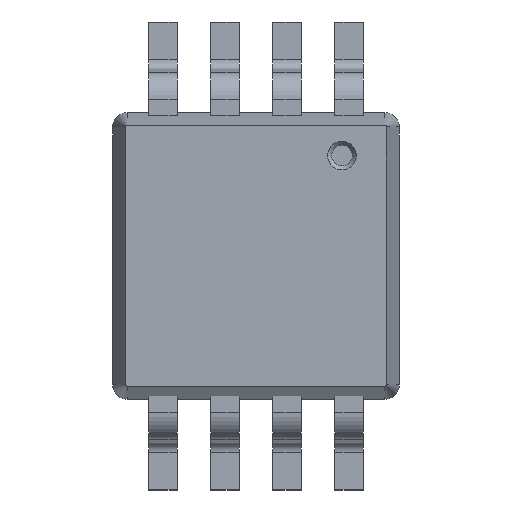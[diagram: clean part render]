
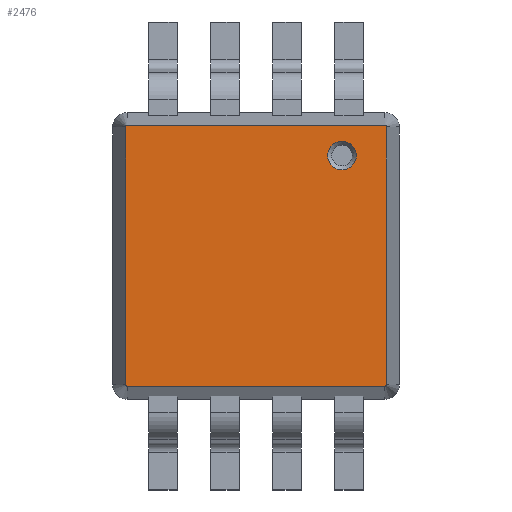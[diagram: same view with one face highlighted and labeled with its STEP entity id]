
A CAD part, top view. The second image highlights one B-rep face of the part: STEP entity #2476.
In plain terms, the highlighted planar face has unit normal (0, 0, 1).
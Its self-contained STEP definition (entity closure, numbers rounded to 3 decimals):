
#50=FACE_BOUND('',#277,.T.);
#60=PLANE('',#2631);
#152=FACE_OUTER_BOUND('',#276,.T.);
#276=EDGE_LOOP('',(#1752,#1753,#1754,#1755,#1756,#1757,#1758,#1759));
#277=EDGE_LOOP('',(#1760,#1761));
#406=LINE('',#3552,#683);
#450=LINE('',#3655,#727);
#465=LINE('',#3683,#742);
#467=LINE('',#3689,#744);
#683=VECTOR('',#2843,1.);
#727=VECTOR('',#2929,1.);
#742=VECTOR('',#2950,1.);
#744=VECTOR('',#2958,1.);
#939=CIRCLE('',#2600,0.15);
#940=CIRCLE('',#2601,0.15);
#949=CIRCLE('',#2621,0.016);
#950=CIRCLE('',#2623,0.016);
#951=CIRCLE('',#2626,0.016);
#952=CIRCLE('',#2629,0.016);
#1019=VERTEX_POINT('',#3500);
#1020=VERTEX_POINT('',#3502);
#1042=VERTEX_POINT('',#3549);
#1043=VERTEX_POINT('',#3551);
#1079=VERTEX_POINT('',#3645);
#1080=VERTEX_POINT('',#3649);
#1081=VERTEX_POINT('',#3653);
#1082=VERTEX_POINT('',#3657);
#1091=VERTEX_POINT('',#3681);
#1092=VERTEX_POINT('',#3685);
#1256=EDGE_CURVE('',#1019,#1020,#939,.T.);
#1257=EDGE_CURVE('',#1020,#1019,#940,.T.);
#1280=EDGE_CURVE('',#1043,#1042,#406,.T.);
#1329=EDGE_CURVE('',#1079,#1043,#949,.T.);
#1332=EDGE_CURVE('',#1042,#1080,#950,.T.);
#1334=EDGE_CURVE('',#1080,#1081,#450,.T.);
#1336=EDGE_CURVE('',#1081,#1082,#951,.T.);
#1350=EDGE_CURVE('',#1082,#1091,#465,.T.);
#1352=EDGE_CURVE('',#1091,#1092,#952,.T.);
#1353=EDGE_CURVE('',#1092,#1079,#467,.T.);
#1752=ORIENTED_EDGE('',*,*,#1329,.T.);
#1753=ORIENTED_EDGE('',*,*,#1280,.T.);
#1754=ORIENTED_EDGE('',*,*,#1332,.T.);
#1755=ORIENTED_EDGE('',*,*,#1334,.T.);
#1756=ORIENTED_EDGE('',*,*,#1336,.T.);
#1757=ORIENTED_EDGE('',*,*,#1350,.T.);
#1758=ORIENTED_EDGE('',*,*,#1352,.T.);
#1759=ORIENTED_EDGE('',*,*,#1353,.T.);
#1760=ORIENTED_EDGE('',*,*,#1257,.F.);
#1761=ORIENTED_EDGE('',*,*,#1256,.F.);
#2476=ADVANCED_FACE('',(#152,#50),#60,.F.);
#2600=AXIS2_PLACEMENT_3D('',#3503,#2813,#2814);
#2601=AXIS2_PLACEMENT_3D('',#3504,#2815,#2816);
#2621=AXIS2_PLACEMENT_3D('',#3646,#2918,#2919);
#2623=AXIS2_PLACEMENT_3D('',#3651,#2924,#2925);
#2626=AXIS2_PLACEMENT_3D('',#3659,#2933,#2934);
#2629=AXIS2_PLACEMENT_3D('',#3687,#2954,#2955);
#2631=AXIS2_PLACEMENT_3D('',#3690,#2959,#2960);
#2813=DIRECTION('center_axis',(0.,0.,1.));
#2814=DIRECTION('ref_axis',(1.,0.,0.));
#2815=DIRECTION('center_axis',(0.,0.,1.));
#2816=DIRECTION('ref_axis',(1.,0.,0.));
#2843=DIRECTION('',(0.,-1.,0.));
#2918=DIRECTION('center_axis',(0.,0.,1.));
#2919=DIRECTION('ref_axis',(-1.,0.,0.));
#2924=DIRECTION('center_axis',(0.,0.,1.));
#2925=DIRECTION('ref_axis',(-1.,0.,0.));
#2929=DIRECTION('',(1.,0.,0.));
#2933=DIRECTION('center_axis',(0.,0.,1.));
#2934=DIRECTION('ref_axis',(-1.,0.,0.));
#2950=DIRECTION('',(0.,1.,0.));
#2954=DIRECTION('center_axis',(0.,0.,1.));
#2955=DIRECTION('ref_axis',(-1.,0.,0.));
#2958=DIRECTION('',(-1.,0.,0.));
#2959=DIRECTION('center_axis',(0.,0.,-1.));
#2960=DIRECTION('ref_axis',(-1.,0.,0.));
#3500=CARTESIAN_POINT('',(-1.2,0.9,1.15));
#3502=CARTESIAN_POINT('',(-0.9,0.9,1.15));
#3503=CARTESIAN_POINT('Origin',(-1.05,0.9,1.15));
#3504=CARTESIAN_POINT('Origin',(-1.05,0.9,1.15));
#3549=CARTESIAN_POINT('',(-1.366,-1.35,1.15));
#3551=CARTESIAN_POINT('',(-1.366,1.35,1.15));
#3552=CARTESIAN_POINT('',(-1.366,1.35,1.15));
#3645=CARTESIAN_POINT('',(-1.35,1.366,1.15));
#3646=CARTESIAN_POINT('Origin',(-1.35,1.35,1.15));
#3649=CARTESIAN_POINT('',(-1.35,-1.366,1.15));
#3651=CARTESIAN_POINT('Origin',(-1.35,-1.35,1.15));
#3653=CARTESIAN_POINT('',(1.35,-1.366,1.15));
#3655=CARTESIAN_POINT('',(-1.35,-1.366,1.15));
#3657=CARTESIAN_POINT('',(1.366,-1.35,1.15));
#3659=CARTESIAN_POINT('Origin',(1.35,-1.35,1.15));
#3681=CARTESIAN_POINT('',(1.366,1.35,1.15));
#3683=CARTESIAN_POINT('',(1.366,1.35,1.15));
#3685=CARTESIAN_POINT('',(1.35,1.366,1.15));
#3687=CARTESIAN_POINT('Origin',(1.35,1.35,1.15));
#3689=CARTESIAN_POINT('',(-1.35,1.366,1.15));
#3690=CARTESIAN_POINT('Origin',(-1.35,1.35,1.15));
